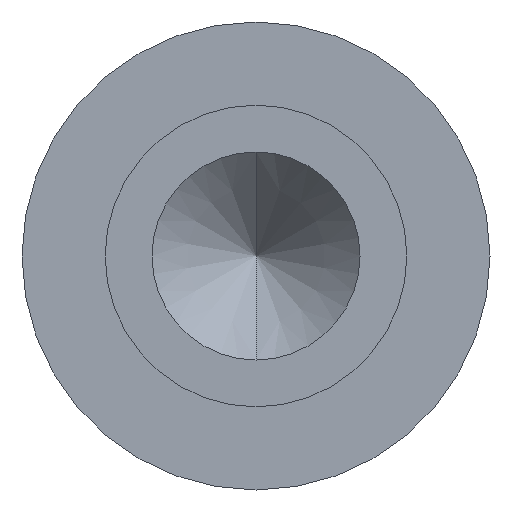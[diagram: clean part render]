
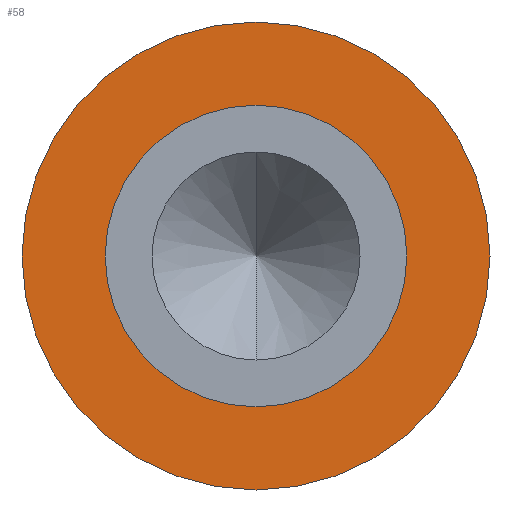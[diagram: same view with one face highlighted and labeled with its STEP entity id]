
A CAD part, front view. The second image highlights one B-rep face of the part: STEP entity #58.
In plain terms, the highlighted planar face has unit normal (0, -1, 0).
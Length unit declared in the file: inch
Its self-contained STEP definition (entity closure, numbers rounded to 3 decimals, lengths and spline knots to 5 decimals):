
#57 = EDGE_CURVE ( 'NONE', #136, #139, #302, .T. ) ;
#58 = ADVANCED_FACE ( 'NONE', ( #285, #284 ), #282, .T. ) ;
#59 = EDGE_LOOP ( 'NONE', ( #60, #61 ) ) ;
#60 = ORIENTED_EDGE ( 'NONE', *, *, #138, .T. ) ;
#61 = ORIENTED_EDGE ( 'NONE', *, *, #57, .T. ) ;
#62 = EDGE_LOOP ( 'NONE', ( #63, #64 ) ) ;
#63 = ORIENTED_EDGE ( 'NONE', *, *, #133, .F. ) ;
#64 = ORIENTED_EDGE ( 'NONE', *, *, #65, .F. ) ;
#65 = EDGE_CURVE ( 'NONE', #140, #134, #244, .T. ) ;
#133 = EDGE_CURVE ( 'NONE', #134, #140, #470, .T. ) ;
#134 = VERTEX_POINT ( 'NONE', #458 ) ;
#136 = VERTEX_POINT ( 'NONE', #482 ) ;
#138 = EDGE_CURVE ( 'NONE', #139, #136, #481, .T. ) ;
#139 = VERTEX_POINT ( 'NONE', #476 ) ;
#140 = VERTEX_POINT ( 'NONE', #475 ) ;
#241 = DIRECTION ( 'NONE',  ( 0., 0., -1. ) ) ;
#242 = DIRECTION ( 'NONE',  ( 0., -1., 0. ) ) ;
#243 = AXIS2_PLACEMENT_3D ( 'NONE', #283, #242, #241 ) ;
#244 = CIRCLE ( 'NONE', #243, 0.029 ) ;
#278 = DIRECTION ( 'NONE',  ( 0., 0., -1. ) ) ;
#279 = DIRECTION ( 'NONE',  ( 0., -1., 0. ) ) ;
#280 = CARTESIAN_POINT ( 'NONE',  ( 0.045, 0.062, 0. ) ) ;
#281 = AXIS2_PLACEMENT_3D ( 'NONE', #280, #279, #278 ) ;
#282 = PLANE ( 'NONE',  #281 ) ;
#283 = CARTESIAN_POINT ( 'NONE',  ( 0., 0.062, 0. ) ) ;
#284 = FACE_BOUND ( 'NONE', #62, .T. ) ;
#285 = FACE_OUTER_BOUND ( 'NONE', #59, .T. ) ;
#286 = DIRECTION ( 'NONE',  ( 0., 0., -1. ) ) ;
#287 = DIRECTION ( 'NONE',  ( 0., -1., 0. ) ) ;
#288 = CARTESIAN_POINT ( 'NONE',  ( 0., 0.062, 0. ) ) ;
#289 = AXIS2_PLACEMENT_3D ( 'NONE', #288, #287, #286 ) ;
#302 = CIRCLE ( 'NONE', #289, 0.045 ) ;
#458 = CARTESIAN_POINT ( 'NONE',  ( 0., 0.062, -0.029 ) ) ;
#459 = DIRECTION ( 'NONE',  ( 0., 0., -1. ) ) ;
#460 = DIRECTION ( 'NONE',  ( 0., -1., 0. ) ) ;
#468 = CARTESIAN_POINT ( 'NONE',  ( 0., 0.062, 0. ) ) ;
#469 = AXIS2_PLACEMENT_3D ( 'NONE', #468, #460, #459 ) ;
#470 = CIRCLE ( 'NONE', #469, 0.029 ) ;
#475 = CARTESIAN_POINT ( 'NONE',  ( 0., 0.062, 0.029 ) ) ;
#476 = CARTESIAN_POINT ( 'NONE',  ( 0., 0.062, -0.045 ) ) ;
#477 = DIRECTION ( 'NONE',  ( 0., 0., -1. ) ) ;
#478 = DIRECTION ( 'NONE',  ( 0., -1., 0. ) ) ;
#479 = CARTESIAN_POINT ( 'NONE',  ( 0., 0.062, 0. ) ) ;
#480 = AXIS2_PLACEMENT_3D ( 'NONE', #479, #478, #477 ) ;
#481 = CIRCLE ( 'NONE', #480, 0.045 ) ;
#482 = CARTESIAN_POINT ( 'NONE',  ( 0., 0.062, 0.045 ) ) ;
